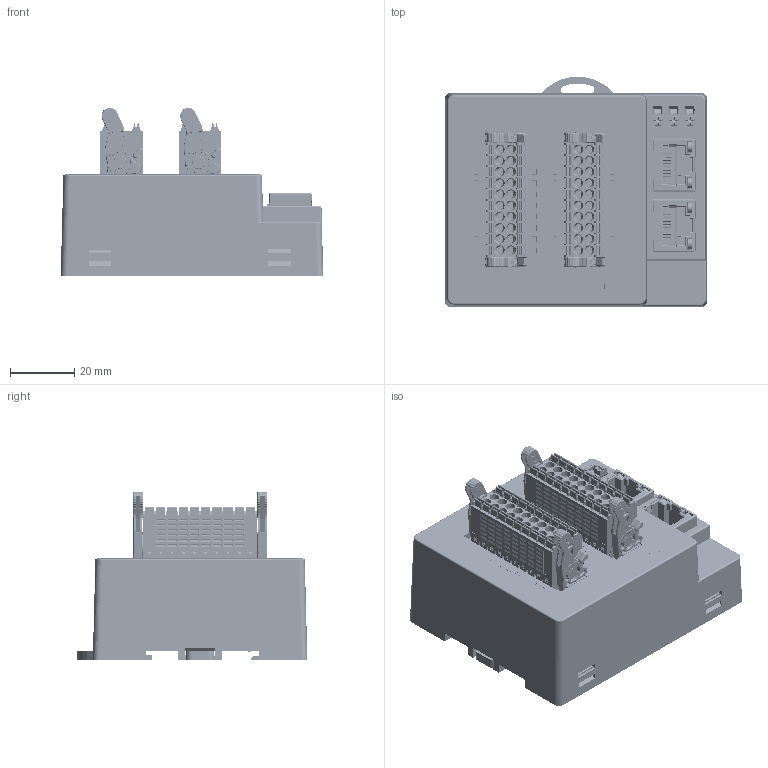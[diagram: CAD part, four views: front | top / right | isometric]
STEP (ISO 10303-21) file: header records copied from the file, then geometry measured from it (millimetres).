
FILE_DESCRIPTION(/* description */ (''),/* implementation_level */ '2;1');
FILE_NAME(/* name */ '',/* time_stamp */ '2024-06-25T14:44:44+08:00',/* author */ (''),/* organization */ (''),/* preprocessor_version */ 'ST-DEVELOPER v14',/* originating_system */ 'SIEMENS PLM Software NX 8.0',/* authorisation */ '');
FILE_SCHEMA (('AUTOMOTIVE_DESIGN { 1 0 10303 214 3 1 1 1 }'));
Products named in the file (1): EC7-6-24
Bounding box: 81.99 x 72.05 x 52.67 mm (x, y, z)
Volume: 158338.4 mm3; surface area: 51165.5 mm2
Topology: 3 solids, 45 shells, 10635 faces, 28465 edges, 18483 vertices
Faces by surface type: plane 7008, cylinder 2689, torus 352, bspline 290, extrusion 166, cone 113, sphere 17
Full cylindrical faces by diameter (mm): 0.18 x2, 0.45 x48, 2.2 x4, 2.7 x4, 3 x2, 3.05 x40
Entity records: 359939 total; most frequent: CARTESIAN_POINT 94938, ORIENTED_EDGE 56280, DIRECTION 52864, EDGE_CURVE 28140, VECTOR 21068, LINE 20902, VERTEX_POINT 18383, AXIS2_PLACEMENT_3D 15898
